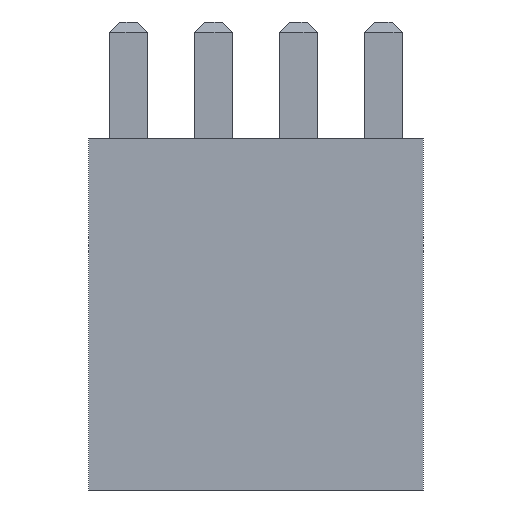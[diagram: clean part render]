
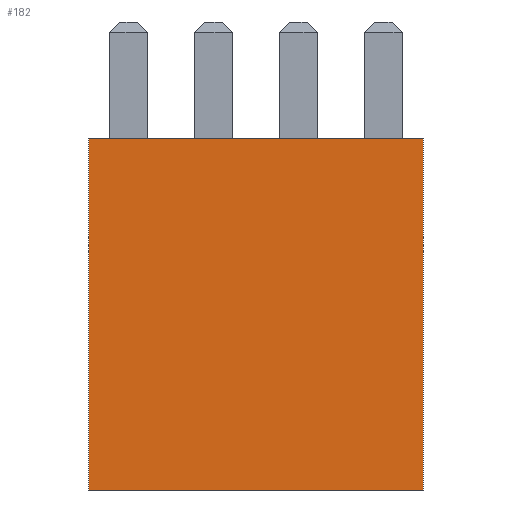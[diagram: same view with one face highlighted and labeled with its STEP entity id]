
A CAD part, left-side view. The second image highlights one B-rep face of the part: STEP entity #182.
In plain terms, the highlighted planar face has unit normal (-1, 0, 0).
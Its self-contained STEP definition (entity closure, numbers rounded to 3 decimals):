
#182 = ADVANCED_FACE ( 'NONE', ( #3898 ), #3897, .F. ) ;
#728 = EDGE_CURVE ( 'NONE', #1687, #1726, #2637, .T. ) ;
#730 = EDGE_CURVE ( 'NONE', #1759, #1663, #2653, .T. ) ;
#1194 = ORIENTED_EDGE ( 'NONE', *, *, #730, .F. ) ;
#1207 = ORIENTED_EDGE ( 'NONE', *, *, #1517, .T. ) ;
#1249 = ORIENTED_EDGE ( 'NONE', *, *, #1485, .F. ) ;
#1284 = ORIENTED_EDGE ( 'NONE', *, *, #728, .T. ) ;
#1485 = EDGE_CURVE ( 'NONE', #1687, #1759, #3279, .T. ) ;
#1517 = EDGE_CURVE ( 'NONE', #1726, #1663, #3408, .T. ) ;
#1663 = VERTEX_POINT ( 'NONE', #2906 ) ;
#1687 = VERTEX_POINT ( 'NONE', #2932 ) ;
#1726 = VERTEX_POINT ( 'NONE', #2971 ) ;
#1759 = VERTEX_POINT ( 'NONE', #2313 ) ;
#1856 = EDGE_LOOP ( 'NONE', ( #1207, #1194, #1249, #1284 ) ) ;
#2313 = CARTESIAN_POINT ( 'NONE',  ( -5., -5., 10.5 ) ) ;
#2637 = LINE ( 'NONE', #2643, #3137 ) ;
#2643 = CARTESIAN_POINT ( 'NONE',  ( -5., 5., 10.5 ) ) ;
#2645 = DIRECTION ( 'NONE',  ( 0., 0., -1. ) ) ;
#2653 = LINE ( 'NONE', #2654, #3133 ) ;
#2654 = CARTESIAN_POINT ( 'NONE',  ( -5., -5., 10.5 ) ) ;
#2655 = DIRECTION ( 'NONE',  ( 0., 0., -1. ) ) ;
#2906 = CARTESIAN_POINT ( 'NONE',  ( -5., -5., 0. ) ) ;
#2932 = CARTESIAN_POINT ( 'NONE',  ( -5., 5., 10.5 ) ) ;
#2971 = CARTESIAN_POINT ( 'NONE',  ( -5., 5., 0. ) ) ;
#3081 = VECTOR ( 'NONE', #3410, 1000. ) ;
#3099 = VECTOR ( 'NONE', #3281, 1000. ) ;
#3133 = VECTOR ( 'NONE', #2655, 1000. ) ;
#3137 = VECTOR ( 'NONE', #2645, 1000. ) ;
#3279 = LINE ( 'NONE', #3280, #3099 ) ;
#3280 = CARTESIAN_POINT ( 'NONE',  ( -5., -5., 10.5 ) ) ;
#3281 = DIRECTION ( 'NONE',  ( 0., -1., 0. ) ) ;
#3408 = LINE ( 'NONE', #3409, #3081 ) ;
#3409 = CARTESIAN_POINT ( 'NONE',  ( -5., -5., 0. ) ) ;
#3410 = DIRECTION ( 'NONE',  ( 0., -1., 0. ) ) ;
#3488 = AXIS2_PLACEMENT_3D ( 'NONE', #3908, #3895, #3892 ) ;
#3892 = DIRECTION ( 'NONE',  ( 0., 0., -1. ) ) ;
#3895 = DIRECTION ( 'NONE',  ( 1., 0., 0. ) ) ;
#3897 = PLANE ( 'NONE',  #3488 ) ;
#3898 = FACE_OUTER_BOUND ( 'NONE', #1856, .T. ) ;
#3908 = CARTESIAN_POINT ( 'NONE',  ( -5., -5., 10.5 ) ) ;
